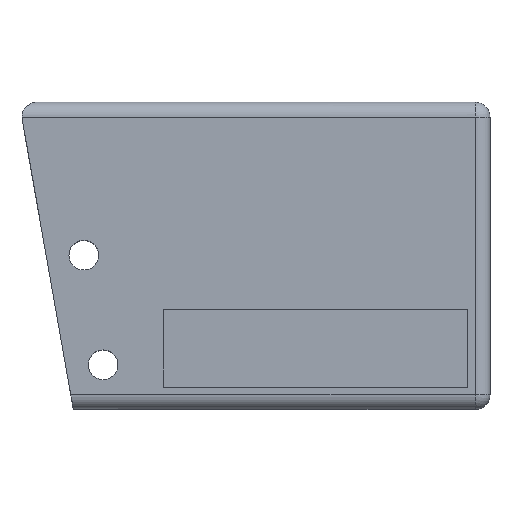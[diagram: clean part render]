
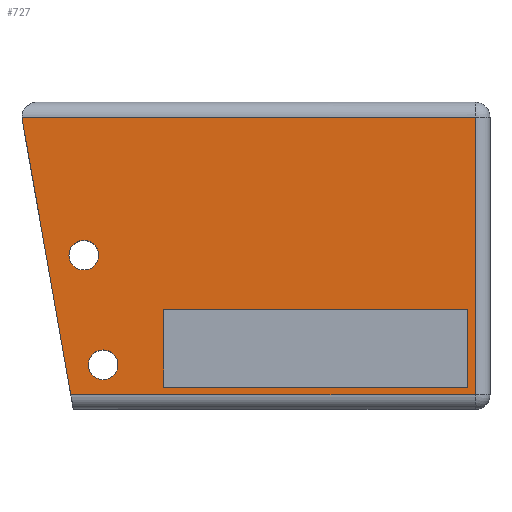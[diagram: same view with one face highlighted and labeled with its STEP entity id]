
A CAD part, top view. The second image highlights one B-rep face of the part: STEP entity #727.
In plain terms, the highlighted planar face has unit normal (0, 0, 1).
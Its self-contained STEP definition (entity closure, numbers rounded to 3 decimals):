
#43=FACE_BOUND('',#161,.T.);
#44=FACE_BOUND('',#162,.T.);
#45=FACE_BOUND('',#163,.T.);
#72=CIRCLE('',#797,2.);
#76=CIRCLE('',#817,2.);
#78=CIRCLE('',#820,2.);
#114=FACE_OUTER_BOUND('',#160,.T.);
#160=EDGE_LOOP('',(#621,#622,#623,#624,#625));
#161=EDGE_LOOP('',(#626,#627,#628,#629));
#162=EDGE_LOOP('',(#630));
#163=EDGE_LOOP('',(#631));
#199=LINE('',#1101,#265);
#202=LINE('',#1106,#268);
#216=LINE('',#1202,#282);
#218=LINE('',#1205,#284);
#222=LINE('',#1214,#288);
#230=LINE('',#1231,#296);
#233=LINE('',#1248,#299);
#234=LINE('',#1249,#300);
#265=VECTOR('',#875,10.);
#268=VECTOR('',#880,10.);
#282=VECTOR('',#974,10.);
#284=VECTOR('',#978,10.);
#288=VECTOR('',#986,10.);
#296=VECTOR('',#1004,10.);
#299=VECTOR('',#1025,10.);
#300=VECTOR('',#1026,10.);
#325=VERTEX_POINT('',#1098);
#326=VERTEX_POINT('',#1100);
#327=VERTEX_POINT('',#1104);
#347=VERTEX_POINT('',#1173);
#349=VERTEX_POINT('',#1182);
#350=VERTEX_POINT('',#1184);
#354=VERTEX_POINT('',#1193);
#356=VERTEX_POINT('',#1208);
#363=VERTEX_POINT('',#1235);
#365=VERTEX_POINT('',#1241);
#367=VERTEX_POINT('',#1247);
#394=EDGE_CURVE('',#326,#325,#199,.T.);
#397=EDGE_CURVE('',#325,#327,#202,.T.);
#429=EDGE_CURVE('',#349,#350,#72,.T.);
#438=EDGE_CURVE('',#350,#354,#216,.T.);
#440=EDGE_CURVE('',#354,#347,#218,.T.);
#445=EDGE_CURVE('',#347,#356,#222,.T.);
#454=EDGE_CURVE('',#349,#356,#230,.T.);
#455=EDGE_CURVE('',#363,#363,#76,.T.);
#458=EDGE_CURVE('',#365,#365,#78,.T.);
#461=EDGE_CURVE('',#327,#367,#233,.T.);
#462=EDGE_CURVE('',#367,#326,#234,.T.);
#621=ORIENTED_EDGE('',*,*,#429,.F.);
#622=ORIENTED_EDGE('',*,*,#454,.T.);
#623=ORIENTED_EDGE('',*,*,#445,.F.);
#624=ORIENTED_EDGE('',*,*,#440,.F.);
#625=ORIENTED_EDGE('',*,*,#438,.F.);
#626=ORIENTED_EDGE('',*,*,#394,.T.);
#627=ORIENTED_EDGE('',*,*,#397,.T.);
#628=ORIENTED_EDGE('',*,*,#461,.T.);
#629=ORIENTED_EDGE('',*,*,#462,.T.);
#630=ORIENTED_EDGE('',*,*,#458,.T.);
#631=ORIENTED_EDGE('',*,*,#455,.T.);
#685=PLANE('',#822);
#727=ADVANCED_FACE('',(#114,#43,#44,#45),#685,.T.);
#797=AXIS2_PLACEMENT_3D('',#1185,#953,#954);
#817=AXIS2_PLACEMENT_3D('',#1236,#1011,#1012);
#820=AXIS2_PLACEMENT_3D('',#1242,#1018,#1019);
#822=AXIS2_PLACEMENT_3D('',#1246,#1023,#1024);
#875=DIRECTION('',(-1.,0.,0.));
#880=DIRECTION('',(0.,1.,0.));
#953=DIRECTION('center_axis',(0.,0.,-1.));
#954=DIRECTION('ref_axis',(-0.766,0.643,0.));
#974=DIRECTION('',(1.,0.,0.));
#978=DIRECTION('',(0.,-1.,0.));
#986=DIRECTION('',(-1.,0.,0.));
#1004=DIRECTION('',(0.174,-0.985,0.));
#1011=DIRECTION('center_axis',(0.,0.,-1.));
#1012=DIRECTION('ref_axis',(-1.,0.,0.));
#1018=DIRECTION('center_axis',(0.,0.,-1.));
#1019=DIRECTION('ref_axis',(-1.,0.,0.));
#1023=DIRECTION('center_axis',(0.,0.,1.));
#1024=DIRECTION('ref_axis',(1.,0.,0.));
#1025=DIRECTION('',(1.,0.,0.));
#1026=DIRECTION('',(0.,-1.,0.));
#1098=CARTESIAN_POINT('',(-20.5,-5.25,22.));
#1100=CARTESIAN_POINT('',(20.5,-5.25,22.));
#1101=CARTESIAN_POINT('',(20.5,-5.25,22.));
#1104=CARTESIAN_POINT('',(-20.5,5.25,22.));
#1106=CARTESIAN_POINT('',(-20.5,-5.25,22.));
#1173=CARTESIAN_POINT('',(21.5,-6.25,22.));
#1182=CARTESIAN_POINT('',(-39.542,30.81,22.));
#1184=CARTESIAN_POINT('',(-39.572,31.158,22.));
#1185=CARTESIAN_POINT('Origin',(-37.572,31.158,22.));
#1193=CARTESIAN_POINT('',(21.5,31.158,22.));
#1202=CARTESIAN_POINT('',(7.636,31.158,22.));
#1205=CARTESIAN_POINT('',(21.5,2.102,22.));
#1208=CARTESIAN_POINT('',(-33.007,-6.25,22.));
#1214=CARTESIAN_POINT('',(-15.364,-6.25,22.));
#1231=CARTESIAN_POINT('',(-39.956,33.158,22.));
#1235=CARTESIAN_POINT('',(-29.244,12.548,22.));
#1236=CARTESIAN_POINT('Origin',(-31.244,12.548,22.));
#1241=CARTESIAN_POINT('',(-26.64,-2.225,22.));
#1242=CARTESIAN_POINT('Origin',(-28.64,-2.225,22.));
#1246=CARTESIAN_POINT('Origin',(-8.228,12.454,22.));
#1247=CARTESIAN_POINT('',(20.5,5.25,22.));
#1248=CARTESIAN_POINT('',(-20.5,5.25,22.));
#1249=CARTESIAN_POINT('',(20.5,5.25,22.));
